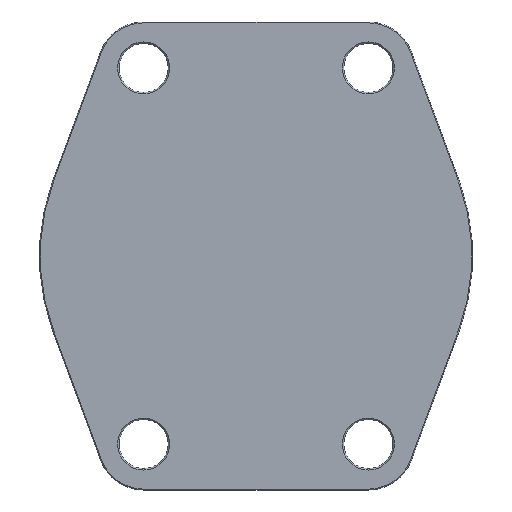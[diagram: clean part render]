
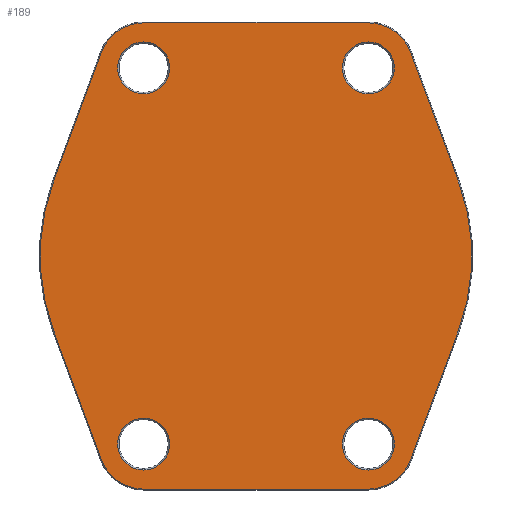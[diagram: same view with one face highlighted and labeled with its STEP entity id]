
A CAD part, top view. The second image highlights one B-rep face of the part: STEP entity #189.
In plain terms, the highlighted planar face has unit normal (0, 0, 1).
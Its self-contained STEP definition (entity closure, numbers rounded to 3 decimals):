
#123=FACE_BOUND('',#285,.T.);
#124=FACE_BOUND('',#286,.T.);
#125=FACE_BOUND('',#287,.T.);
#126=FACE_BOUND('',#288,.T.);
#127=FACE_BOUND('',#289,.T.);
#163=PLANE('',#902);
#189=ADVANCED_FACE('',(#123,#124,#125,#126,#127),#163,.T.);
#285=EDGE_LOOP('',(#431,#432,#433,#434,#435,#436,#437,#438,#439,#440,#441,
#442));
#286=EDGE_LOOP('',(#443));
#287=EDGE_LOOP('',(#444));
#288=EDGE_LOOP('',(#445));
#289=EDGE_LOOP('',(#446));
#355=CIRCLE('',#892,74.7);
#356=CIRCLE('',#893,15.6);
#357=CIRCLE('',#894,15.6);
#358=CIRCLE('',#895,74.7);
#359=CIRCLE('',#896,15.6);
#360=CIRCLE('',#897,15.6);
#361=CIRCLE('',#898,9.);
#362=CIRCLE('',#899,9.);
#363=CIRCLE('',#900,9.);
#364=CIRCLE('',#901,9.);
#431=ORIENTED_EDGE('',*,*,#683,.T.);
#432=ORIENTED_EDGE('',*,*,#684,.T.);
#433=ORIENTED_EDGE('',*,*,#685,.T.);
#434=ORIENTED_EDGE('',*,*,#686,.T.);
#435=ORIENTED_EDGE('',*,*,#687,.T.);
#436=ORIENTED_EDGE('',*,*,#688,.T.);
#437=ORIENTED_EDGE('',*,*,#689,.T.);
#438=ORIENTED_EDGE('',*,*,#690,.T.);
#439=ORIENTED_EDGE('',*,*,#691,.T.);
#440=ORIENTED_EDGE('',*,*,#692,.T.);
#441=ORIENTED_EDGE('',*,*,#693,.T.);
#442=ORIENTED_EDGE('',*,*,#694,.T.);
#443=ORIENTED_EDGE('',*,*,#695,.T.);
#444=ORIENTED_EDGE('',*,*,#696,.T.);
#445=ORIENTED_EDGE('',*,*,#697,.T.);
#446=ORIENTED_EDGE('',*,*,#698,.T.);
#607=VERTEX_POINT('',#1274);
#608=VERTEX_POINT('',#1275);
#609=VERTEX_POINT('',#1277);
#610=VERTEX_POINT('',#1279);
#611=VERTEX_POINT('',#1281);
#612=VERTEX_POINT('',#1283);
#613=VERTEX_POINT('',#1285);
#614=VERTEX_POINT('',#1287);
#615=VERTEX_POINT('',#1289);
#616=VERTEX_POINT('',#1291);
#617=VERTEX_POINT('',#1293);
#618=VERTEX_POINT('',#1295);
#619=VERTEX_POINT('',#1298);
#620=VERTEX_POINT('',#1300);
#621=VERTEX_POINT('',#1302);
#622=VERTEX_POINT('',#1304);
#683=EDGE_CURVE('',#607,#608,#355,.T.);
#684=EDGE_CURVE('',#608,#609,#771,.T.);
#685=EDGE_CURVE('',#609,#610,#356,.T.);
#686=EDGE_CURVE('',#610,#611,#772,.T.);
#687=EDGE_CURVE('',#611,#612,#357,.T.);
#688=EDGE_CURVE('',#612,#613,#773,.T.);
#689=EDGE_CURVE('',#613,#614,#358,.T.);
#690=EDGE_CURVE('',#614,#615,#774,.T.);
#691=EDGE_CURVE('',#615,#616,#359,.T.);
#692=EDGE_CURVE('',#616,#617,#775,.T.);
#693=EDGE_CURVE('',#617,#618,#360,.T.);
#694=EDGE_CURVE('',#618,#607,#776,.T.);
#695=EDGE_CURVE('',#619,#619,#361,.T.);
#696=EDGE_CURVE('',#620,#620,#362,.T.);
#697=EDGE_CURVE('',#621,#621,#363,.T.);
#698=EDGE_CURVE('',#622,#622,#364,.T.);
#771=LINE('',#1276,#831);
#772=LINE('',#1280,#832);
#773=LINE('',#1284,#833);
#774=LINE('',#1288,#834);
#775=LINE('',#1292,#835);
#776=LINE('',#1296,#836);
#831=VECTOR('',#1034,1.);
#832=VECTOR('',#1037,1.);
#833=VECTOR('',#1040,1.);
#834=VECTOR('',#1043,1.);
#835=VECTOR('',#1046,1.);
#836=VECTOR('',#1049,1.);
#892=AXIS2_PLACEMENT_3D('',#1273,#1032,#1033);
#893=AXIS2_PLACEMENT_3D('',#1278,#1035,#1036);
#894=AXIS2_PLACEMENT_3D('',#1282,#1038,#1039);
#895=AXIS2_PLACEMENT_3D('',#1286,#1041,#1042);
#896=AXIS2_PLACEMENT_3D('',#1290,#1044,#1045);
#897=AXIS2_PLACEMENT_3D('',#1294,#1047,#1048);
#898=AXIS2_PLACEMENT_3D('',#1297,#1050,#1051);
#899=AXIS2_PLACEMENT_3D('',#1299,#1052,#1053);
#900=AXIS2_PLACEMENT_3D('',#1301,#1054,#1055);
#901=AXIS2_PLACEMENT_3D('',#1303,#1056,#1057);
#902=AXIS2_PLACEMENT_3D('',#1305,#1058,#1059);
#1032=DIRECTION('',(0.,0.,1.));
#1033=DIRECTION('',(1.,0.,0.));
#1034=DIRECTION('',(-0.348,0.938,0.));
#1035=DIRECTION('',(0.,0.,1.));
#1036=DIRECTION('',(1.,0.,0.));
#1037=DIRECTION('',(-1.,0.,0.));
#1038=DIRECTION('',(0.,0.,1.));
#1039=DIRECTION('',(1.,0.,0.));
#1040=DIRECTION('',(-0.348,-0.938,0.));
#1041=DIRECTION('',(0.,0.,1.));
#1042=DIRECTION('',(1.,0.,0.));
#1043=DIRECTION('',(0.348,-0.938,0.));
#1044=DIRECTION('',(0.,0.,1.));
#1045=DIRECTION('',(1.,0.,0.));
#1046=DIRECTION('',(1.,0.,0.));
#1047=DIRECTION('',(0.,0.,1.));
#1048=DIRECTION('',(1.,0.,0.));
#1049=DIRECTION('',(0.348,0.938,0.));
#1050=DIRECTION('',(0.,0.,-1.));
#1051=DIRECTION('',(1.,0.,0.));
#1052=DIRECTION('',(0.,0.,-1.));
#1053=DIRECTION('',(1.,0.,0.));
#1054=DIRECTION('',(0.,0.,-1.));
#1055=DIRECTION('',(1.,0.,0.));
#1056=DIRECTION('',(0.,0.,-1.));
#1057=DIRECTION('',(1.,0.,0.));
#1058=DIRECTION('',(0.,0.,1.));
#1059=DIRECTION('',(1.,0.,0.));
#1273=CARTESIAN_POINT('',(0.,0.,4.));
#1274=CARTESIAN_POINT('',(70.044,-25.961,4.));
#1275=CARTESIAN_POINT('',(70.044,25.961,4.));
#1276=CARTESIAN_POINT('',(53.528,70.522,4.));
#1277=CARTESIAN_POINT('',(53.528,70.522,4.));
#1278=CARTESIAN_POINT('',(38.9,65.1,4.));
#1279=CARTESIAN_POINT('',(38.9,80.7,4.));
#1280=CARTESIAN_POINT('',(-38.9,80.7,4.));
#1281=CARTESIAN_POINT('',(-38.9,80.7,4.));
#1282=CARTESIAN_POINT('',(-38.9,65.1,4.));
#1283=CARTESIAN_POINT('',(-53.528,70.522,4.));
#1284=CARTESIAN_POINT('',(-70.044,25.961,4.));
#1285=CARTESIAN_POINT('',(-70.044,25.961,4.));
#1286=CARTESIAN_POINT('',(0.,0.,4.));
#1287=CARTESIAN_POINT('',(-70.044,-25.961,4.));
#1288=CARTESIAN_POINT('',(-53.528,-70.522,4.));
#1289=CARTESIAN_POINT('',(-53.528,-70.522,4.));
#1290=CARTESIAN_POINT('',(-38.9,-65.1,4.));
#1291=CARTESIAN_POINT('',(-38.9,-80.7,4.));
#1292=CARTESIAN_POINT('',(38.9,-80.7,4.));
#1293=CARTESIAN_POINT('',(38.9,-80.7,4.));
#1294=CARTESIAN_POINT('',(38.9,-65.1,4.));
#1295=CARTESIAN_POINT('',(53.528,-70.522,4.));
#1296=CARTESIAN_POINT('',(70.044,-25.961,4.));
#1297=CARTESIAN_POINT('',(-38.9,-65.1,4.));
#1298=CARTESIAN_POINT('',(-29.9,-65.1,4.));
#1299=CARTESIAN_POINT('',(38.9,-65.1,4.));
#1300=CARTESIAN_POINT('',(47.9,-65.1,4.));
#1301=CARTESIAN_POINT('',(38.9,65.1,4.));
#1302=CARTESIAN_POINT('',(47.9,65.1,4.));
#1303=CARTESIAN_POINT('',(-38.9,65.1,4.));
#1304=CARTESIAN_POINT('',(-29.9,65.1,4.));
#1305=CARTESIAN_POINT('',(0.,0.,4.));
